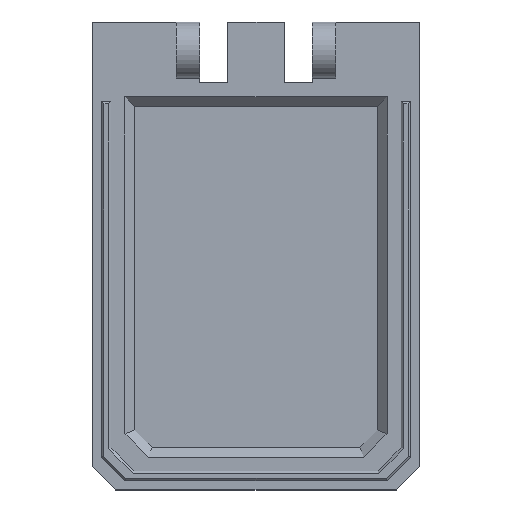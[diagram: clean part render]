
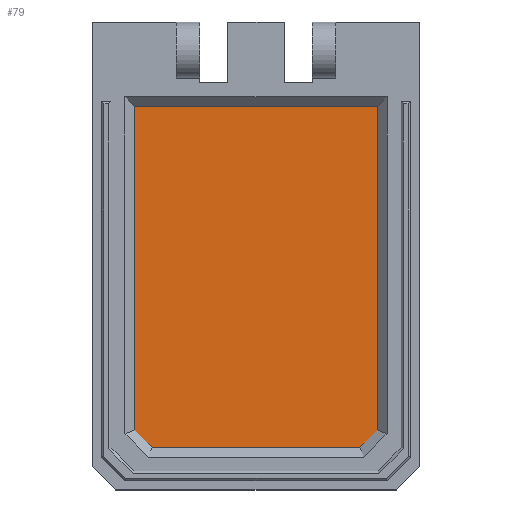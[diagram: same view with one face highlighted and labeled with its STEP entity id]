
A CAD part, top view. The second image highlights one B-rep face of the part: STEP entity #79.
In plain terms, the highlighted planar face has unit normal (0, 0, 1).
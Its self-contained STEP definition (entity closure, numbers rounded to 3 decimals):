
#79=ADVANCED_FACE('',(#334),#336,.T.);
#334=FACE_BOUND('',#335,.T.);
#335=EDGE_LOOP('',(#732,#733,#734,#735,#736,#737));
#336=PLANE('',#337);
#337=AXIS2_PLACEMENT_3D('',#338,#339,#340);
#338=CARTESIAN_POINT('',(0.,0.,1.));
#339=DIRECTION('',(0.,0.,1.));
#340=DIRECTION('',(0.,1.,0.));
#732=ORIENTED_EDGE('',*,*,#990,.T.);
#733=ORIENTED_EDGE('',*,*,#991,.T.);
#734=ORIENTED_EDGE('',*,*,#992,.T.);
#735=ORIENTED_EDGE('',*,*,#993,.T.);
#736=ORIENTED_EDGE('',*,*,#994,.T.);
#737=ORIENTED_EDGE('',*,*,#995,.T.);
#990=EDGE_CURVE('',#1237,#1238,#1239,.T.);
#991=EDGE_CURVE('',#1238,#1240,#1241,.T.);
#992=EDGE_CURVE('',#1240,#1242,#1243,.T.);
#993=EDGE_CURVE('',#1242,#1244,#1245,.T.);
#994=EDGE_CURVE('',#1244,#1246,#1247,.T.);
#995=EDGE_CURVE('',#1246,#1237,#1248,.T.);
#1237=VERTEX_POINT('',#1752);
#1238=VERTEX_POINT('',#1753);
#1239=LINE('',#1754,#1755);
#1240=VERTEX_POINT('',#1757);
#1241=LINE('',#1758,#1759);
#1242=VERTEX_POINT('',#1761);
#1243=LINE('',#1762,#1763);
#1244=VERTEX_POINT('',#1765);
#1245=LINE('',#1766,#1767);
#1246=VERTEX_POINT('',#1769);
#1247=LINE('',#1770,#1771);
#1248=LINE('',#1773,#1774);
#1752=CARTESIAN_POINT('',(-22.172,-41.,1.));
#1753=CARTESIAN_POINT('',(22.172,-41.,1.));
#1754=CARTESIAN_POINT('',(-22.172,-41.,1.));
#1755=VECTOR('',#1756,1.);
#1756=DIRECTION('',(1.,0.,0.));
#1757=CARTESIAN_POINT('',(26.,-37.172,1.));
#1758=CARTESIAN_POINT('',(22.172,-41.,1.));
#1759=VECTOR('',#1760,1.);
#1760=DIRECTION('',(0.707,0.707,0.));
#1761=CARTESIAN_POINT('',(26.,32.,1.));
#1762=CARTESIAN_POINT('',(26.,-37.172,1.));
#1763=VECTOR('',#1764,1.);
#1764=DIRECTION('',(0.,1.,0.));
#1765=CARTESIAN_POINT('',(-26.,32.,1.));
#1766=CARTESIAN_POINT('',(26.,32.,1.));
#1767=VECTOR('',#1768,1.);
#1768=DIRECTION('',(-1.,0.,0.));
#1769=CARTESIAN_POINT('',(-26.,-37.172,1.));
#1770=CARTESIAN_POINT('',(-26.,32.,1.));
#1771=VECTOR('',#1772,1.);
#1772=DIRECTION('',(0.,-1.,0.));
#1773=CARTESIAN_POINT('',(-26.,-37.172,1.));
#1774=VECTOR('',#1775,1.);
#1775=DIRECTION('',(0.707,-0.707,0.));
